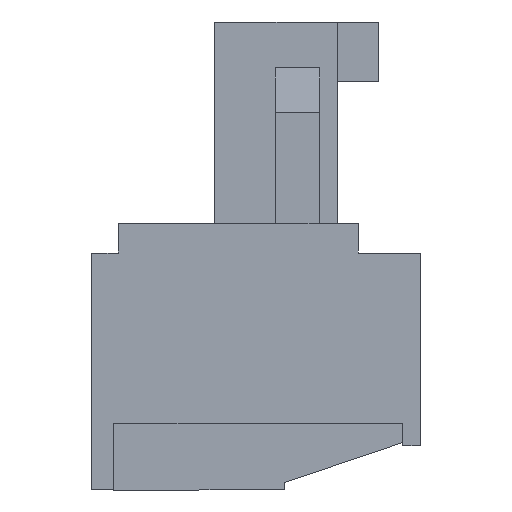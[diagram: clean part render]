
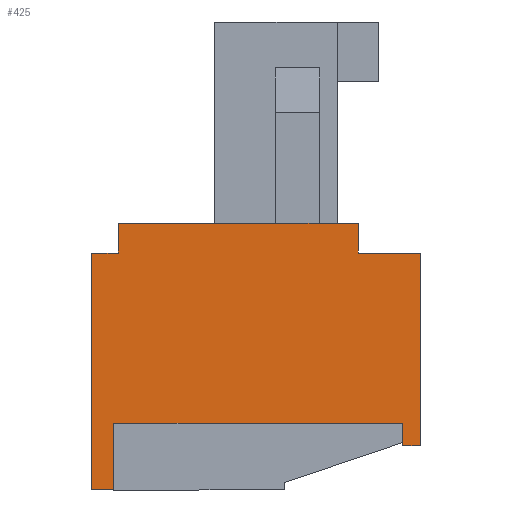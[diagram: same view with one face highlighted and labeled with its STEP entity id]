
A CAD part, left-side view. The second image highlights one B-rep face of the part: STEP entity #425.
In plain terms, the highlighted planar face has unit normal (-1, 0, 0).
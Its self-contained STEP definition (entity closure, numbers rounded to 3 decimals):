
#425 = ADVANCED_FACE( '', ( #1000 ), #1001, .F. );
#1000 = FACE_OUTER_BOUND( '', #1814, .T. );
#1001 = PLANE( '', #1815 );
#1814 = EDGE_LOOP( '', ( #2727, #2728, #2729, #2730, #2731, #2732, #2733, #2734, #2735, #2736, #2737, #2738 ) );
#1815 = AXIS2_PLACEMENT_3D( '', #2739, #2740, #2741 );
#2727 = ORIENTED_EDGE( '', *, *, #4990, .F. );
#2728 = ORIENTED_EDGE( '', *, *, #4991, .F. );
#2729 = ORIENTED_EDGE( '', *, *, #4992, .F. );
#2730 = ORIENTED_EDGE( '', *, *, #4993, .F. );
#2731 = ORIENTED_EDGE( '', *, *, #4901, .F. );
#2732 = ORIENTED_EDGE( '', *, *, #4994, .F. );
#2733 = ORIENTED_EDGE( '', *, *, #4968, .F. );
#2734 = ORIENTED_EDGE( '', *, *, #4995, .F. );
#2735 = ORIENTED_EDGE( '', *, *, #4996, .F. );
#2736 = ORIENTED_EDGE( '', *, *, #4997, .F. );
#2737 = ORIENTED_EDGE( '', *, *, #4998, .F. );
#2738 = ORIENTED_EDGE( '', *, *, #4999, .F. );
#2739 = CARTESIAN_POINT( '', ( -3.81, 0., 0. ) );
#2740 = DIRECTION( '', ( 1., 0., 0. ) );
#2741 = DIRECTION( '', ( 0., 0., -1. ) );
#4901 = EDGE_CURVE( '', #5818, #5819, #5820, .T. );
#4968 = EDGE_CURVE( '', #5945, #5946, #5947, .T. );
#4990 = EDGE_CURVE( '', #5985, #5986, #5987, .T. );
#4991 = EDGE_CURVE( '', #5988, #5985, #5989, .T. );
#4992 = EDGE_CURVE( '', #5990, #5988, #5991, .T. );
#4993 = EDGE_CURVE( '', #5819, #5990, #5992, .T. );
#4994 = EDGE_CURVE( '', #5946, #5818, #5993, .T. );
#4995 = EDGE_CURVE( '', #5994, #5945, #5995, .T. );
#4996 = EDGE_CURVE( '', #5996, #5994, #5997, .T. );
#4997 = EDGE_CURVE( '', #5998, #5996, #5999, .T. );
#4998 = EDGE_CURVE( '', #6000, #5998, #6001, .T. );
#4999 = EDGE_CURVE( '', #5986, #6000, #6002, .T. );
#5818 = VERTEX_POINT( '', #7161 );
#5819 = VERTEX_POINT( '', #7162 );
#5820 = LINE( '', #7163, #7164 );
#5945 = VERTEX_POINT( '', #7333 );
#5946 = VERTEX_POINT( '', #7334 );
#5947 = LINE( '', #7335, #7336 );
#5985 = VERTEX_POINT( '', #7392 );
#5986 = VERTEX_POINT( '', #7393 );
#5987 = LINE( '', #7394, #7395 );
#5988 = VERTEX_POINT( '', #7396 );
#5989 = LINE( '', #7397, #7398 );
#5990 = VERTEX_POINT( '', #7399 );
#5991 = LINE( '', #7400, #7401 );
#5992 = LINE( '', #7402, #7403 );
#5993 = LINE( '', #7404, #7405 );
#5994 = VERTEX_POINT( '', #7406 );
#5995 = LINE( '', #7407, #7408 );
#5996 = VERTEX_POINT( '', #7409 );
#5997 = LINE( '', #7410, #7411 );
#5998 = VERTEX_POINT( '', #7412 );
#5999 = LINE( '', #7413, #7414 );
#6000 = VERTEX_POINT( '', #7415 );
#6001 = LINE( '', #7416, #7417 );
#6002 = LINE( '', #7418, #7419 );
#7161 = CARTESIAN_POINT( '', ( -3.81, 4.95, 4. ) );
#7162 = CARTESIAN_POINT( '', ( -3.81, 4.05, 4. ) );
#7163 = CARTESIAN_POINT( '', ( -3.81, 4.95, 4. ) );
#7164 = VECTOR( '', #9066, 1000. );
#7333 = CARTESIAN_POINT( '', ( -3.81, 4.2, -4. ) );
#7334 = CARTESIAN_POINT( '', ( -3.81, 4.95, -4. ) );
#7335 = CARTESIAN_POINT( '', ( -3.81, 4.2, -4. ) );
#7336 = VECTOR( '', #9159, 1000. );
#7392 = CARTESIAN_POINT( '', ( -3.81, -4.05, 4. ) );
#7393 = CARTESIAN_POINT( '', ( -3.81, -6.15, 4. ) );
#7394 = CARTESIAN_POINT( '', ( -3.81, -4.05, 4. ) );
#7395 = VECTOR( '', #9178, 1000. );
#7396 = CARTESIAN_POINT( '', ( -3.81, -4.05, 5. ) );
#7397 = CARTESIAN_POINT( '', ( -3.81, -4.05, 5. ) );
#7398 = VECTOR( '', #9179, 1000. );
#7399 = CARTESIAN_POINT( '', ( -3.81, 4.05, 5. ) );
#7400 = CARTESIAN_POINT( '', ( -3.81, 4.05, 5. ) );
#7401 = VECTOR( '', #9180, 1000. );
#7402 = CARTESIAN_POINT( '', ( -3.81, 4.05, 4. ) );
#7403 = VECTOR( '', #9181, 1000. );
#7404 = CARTESIAN_POINT( '', ( -3.81, 4.95, -4. ) );
#7405 = VECTOR( '', #9182, 1000. );
#7406 = CARTESIAN_POINT( '', ( -3.81, 4.2, -1.75 ) );
#7407 = CARTESIAN_POINT( '', ( -3.81, 4.2, -1.75 ) );
#7408 = VECTOR( '', #9183, 1000. );
#7409 = CARTESIAN_POINT( '', ( -3.81, -5.55, -1.75 ) );
#7410 = CARTESIAN_POINT( '', ( -3.81, -5.55, -1.75 ) );
#7411 = VECTOR( '', #9184, 1000. );
#7412 = CARTESIAN_POINT( '', ( -3.81, -5.55, -2.5 ) );
#7413 = CARTESIAN_POINT( '', ( -3.81, -5.55, -2.5 ) );
#7414 = VECTOR( '', #9185, 1000. );
#7415 = CARTESIAN_POINT( '', ( -3.81, -6.15, -2.5 ) );
#7416 = CARTESIAN_POINT( '', ( -3.81, -6.15, -2.5 ) );
#7417 = VECTOR( '', #9186, 1000. );
#7418 = CARTESIAN_POINT( '', ( -3.81, -6.15, 4. ) );
#7419 = VECTOR( '', #9187, 1000. );
#9066 = DIRECTION( '', ( 0., -1., 0. ) );
#9159 = DIRECTION( '', ( 0., 1., 0. ) );
#9178 = DIRECTION( '', ( 0., -1., 0. ) );
#9179 = DIRECTION( '', ( 0., 0., -1. ) );
#9180 = DIRECTION( '', ( 0., -1., 0. ) );
#9181 = DIRECTION( '', ( 0., 0., 1. ) );
#9182 = DIRECTION( '', ( 0., 0., 1. ) );
#9183 = DIRECTION( '', ( 0., 0., -1. ) );
#9184 = DIRECTION( '', ( 0., 1., 0. ) );
#9185 = DIRECTION( '', ( 0., 0., 1. ) );
#9186 = DIRECTION( '', ( 0., 1., 0. ) );
#9187 = DIRECTION( '', ( 0., 0., -1. ) );
